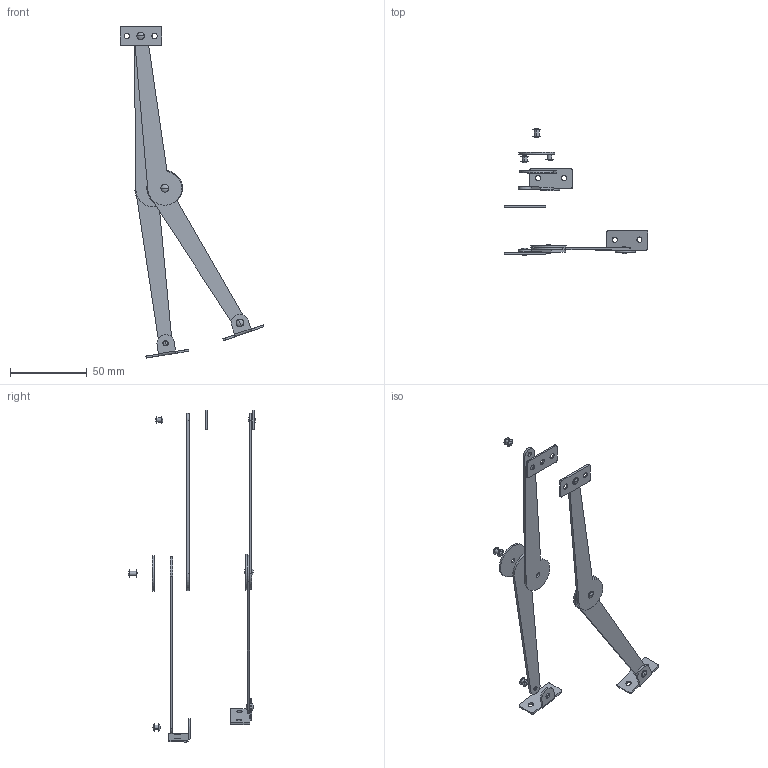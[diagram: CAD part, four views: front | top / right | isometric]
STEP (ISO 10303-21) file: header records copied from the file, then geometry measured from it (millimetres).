
FILE_DESCRIPTION (( 'STEP AP214' ), '1' );
FILE_NAME ('01805 Cover Stay Right Hand Stainless Steel 200mm.STEP', '2025-12-22T20:36:18', ( '' ), ( '' ), 'SwSTEP 2.0', 'SolidWorks 2025', '' );
FILE_SCHEMA (( 'AUTOMOTIVE_DESIGN' ));
Length unit declared in the file: millimetre
Products named in the file (7): 01805 Cover Stay Right Hand Stainless Steel 200mm; 01805 Cover Stay Right Hand Stainless Steel 200mm (4); 01805 Cover Stay Right Hand Stainless Steel 200mm (2); 01805 Cover Stay Right Hand Stainless Steel 200mm (6); 01805 Cover Stay Right Hand Stainless Steel 200mm (5); 01805 Cover Stay Right Hand Stainless Steel 200mm (3)
Assembly tree (16 placements, depth 2):
  01805 Cover Stay Right Hand Stainless Steel 200mm
    01805 Cover Stay Right Hand Stainless Steel 200mm  x2
    01805 Cover Stay Right Hand Stainless Steel 200mm (2)  x4
    01805 Cover Stay Right Hand Stainless Steel 200mm (3)  x4
    01805 Cover Stay Right Hand Stainless Steel 200mm (5)  x2
    01805 Cover Stay Right Hand Stainless Steel 200mm (6)  x2
    01805 Cover Stay Right Hand Stainless Steel 200mm (4)  x2
Bounding box: 93.61 x 82.77 x 215.86 mm (x, y, z)
Volume: 11509.1 mm3; surface area: 18987.6 mm2
Topology: 16 solids, 16 shells, 196 faces, 444 edges, 292 vertices
Faces by surface type: cylinder 94, plane 70, sphere 24, cone 8
Entity records: 2603 total; most frequent: DIRECTION 473, CARTESIAN_POINT 397, ORIENTED_EDGE 362, AXIS2_PLACEMENT_3D 194, EDGE_CURVE 181, VERTEX_POINT 118, EDGE_LOOP 101, CIRCLE 96
